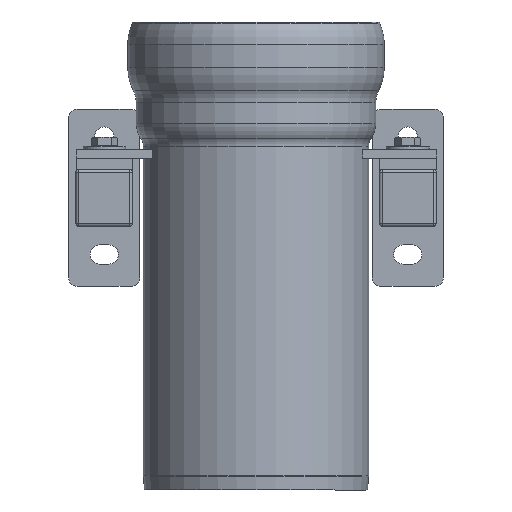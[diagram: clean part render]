
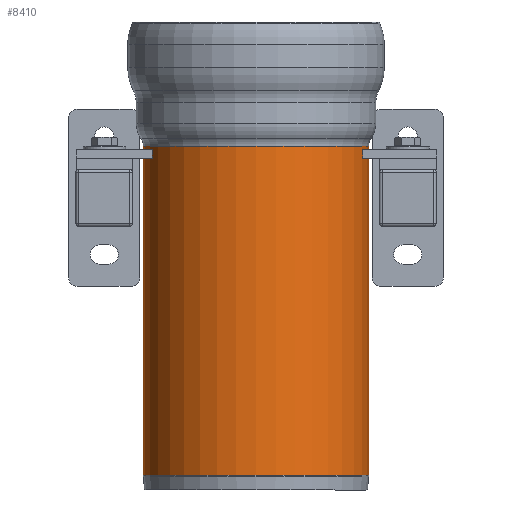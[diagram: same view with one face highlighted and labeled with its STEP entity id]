
A CAD part, front view. The second image highlights one B-rep face of the part: STEP entity #8410.
In plain terms, the highlighted cylindrical face has radius 79.5 mm (diameter 159 mm), a full revolution.
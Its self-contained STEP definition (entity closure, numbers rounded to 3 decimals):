
#914=FACE_OUTER_BOUND('',#1484,.T.);
#1484=EDGE_LOOP('',(#7365,#7366,#7367,#7368,#7369,#7370));
#2249=LINE('',#15360,#2989);
#2989=VECTOR('',#11523,79.5);
#3389=CIRCLE('',#9235,79.5);
#3393=CIRCLE('',#9239,79.5);
#3394=CIRCLE('',#9241,79.5);
#3395=CIRCLE('',#9242,79.5);
#4123=VERTEX_POINT('',#15346);
#4124=VERTEX_POINT('',#15347);
#4127=VERTEX_POINT('',#15356);
#4128=VERTEX_POINT('',#15357);
#5213=EDGE_CURVE('',#4123,#4124,#3389,.T.);
#5217=EDGE_CURVE('',#4124,#4123,#3393,.T.);
#5218=EDGE_CURVE('',#4127,#4128,#3394,.T.);
#5219=EDGE_CURVE('',#4128,#4127,#3395,.T.);
#5220=EDGE_CURVE('',#4128,#4123,#2249,.T.);
#7365=ORIENTED_EDGE('',*,*,#5218,.F.);
#7366=ORIENTED_EDGE('',*,*,#5219,.F.);
#7367=ORIENTED_EDGE('',*,*,#5220,.T.);
#7368=ORIENTED_EDGE('',*,*,#5217,.F.);
#7369=ORIENTED_EDGE('',*,*,#5213,.F.);
#7370=ORIENTED_EDGE('',*,*,#5220,.F.);
#8015=CYLINDRICAL_SURFACE('',#9240,79.5);
#8410=ADVANCED_FACE('',(#914),#8015,.T.);
#9235=AXIS2_PLACEMENT_3D('',#15348,#11507,#11508);
#9239=AXIS2_PLACEMENT_3D('',#15354,#11515,#11516);
#9240=AXIS2_PLACEMENT_3D('',#15355,#11517,#11518);
#9241=AXIS2_PLACEMENT_3D('',#15358,#11519,#11520);
#9242=AXIS2_PLACEMENT_3D('',#15359,#11521,#11522);
#11507=DIRECTION('center_axis',(0.,0.,-1.));
#11508=DIRECTION('ref_axis',(1.,0.,0.));
#11515=DIRECTION('center_axis',(0.,0.,-1.));
#11516=DIRECTION('ref_axis',(1.,0.,0.));
#11517=DIRECTION('center_axis',(0.,0.,1.));
#11518=DIRECTION('ref_axis',(-1.,0.,0.));
#11519=DIRECTION('center_axis',(0.,0.,1.));
#11520=DIRECTION('ref_axis',(-1.,0.,0.));
#11521=DIRECTION('center_axis',(0.,0.,1.));
#11522=DIRECTION('ref_axis',(-1.,0.,0.));
#11523=DIRECTION('',(0.,0.,-1.));
#15346=CARTESIAN_POINT('',(-2836.697,-128.,194.707));
#15347=CARTESIAN_POINT('',(-2916.197,-48.5,194.707));
#15348=CARTESIAN_POINT('Origin',(-2916.197,-128.,194.707));
#15354=CARTESIAN_POINT('Origin',(-2916.197,-128.,194.707));
#15355=CARTESIAN_POINT('Origin',(-2916.197,-128.,-814.635));
#15356=CARTESIAN_POINT('',(-2916.197,-48.5,426.655));
#15357=CARTESIAN_POINT('',(-2836.697,-128.,426.655));
#15358=CARTESIAN_POINT('Origin',(-2916.197,-128.,426.655));
#15359=CARTESIAN_POINT('Origin',(-2916.197,-128.,426.655));
#15360=CARTESIAN_POINT('',(-2836.697,-128.,-814.635));
